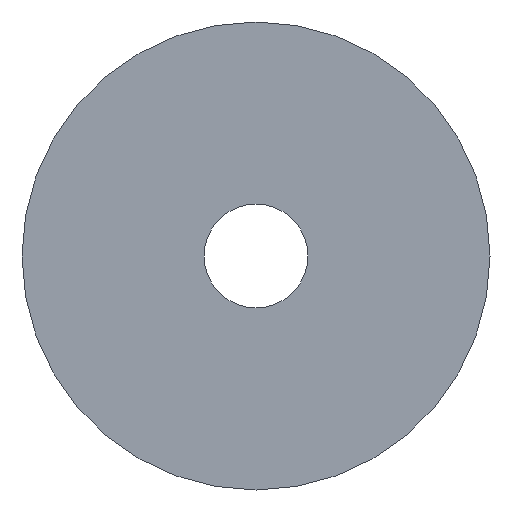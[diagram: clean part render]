
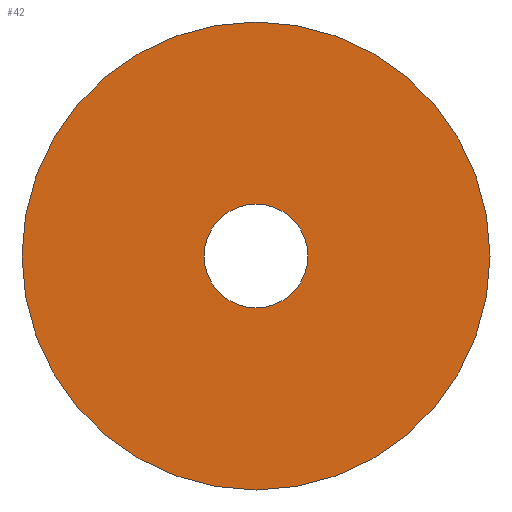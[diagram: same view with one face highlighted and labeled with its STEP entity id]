
A CAD part, front view. The second image highlights one B-rep face of the part: STEP entity #42.
In plain terms, the highlighted planar face has unit normal (0, -1, 0).
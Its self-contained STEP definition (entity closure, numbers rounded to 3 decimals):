
#4 = ORIENTED_EDGE ( 'NONE', *, *, #122, .T. ) ;
#28 = ORIENTED_EDGE ( 'NONE', *, *, #267, .F. ) ;
#33 = AXIS2_PLACEMENT_3D ( 'NONE', #132, #178, #459 ) ;
#34 = DIRECTION ( 'NONE',  ( 0., 0., -1. ) ) ;
#42 = ADVANCED_FACE ( 'NONE', ( #450, #191 ), #440, .T. ) ;
#43 = CIRCLE ( 'NONE', #233, 5.55 ) ;
#52 = CARTESIAN_POINT ( 'NONE',  ( 0., 0., 0. ) ) ;
#60 = DIRECTION ( 'NONE',  ( 0., 0., -1. ) ) ;
#65 = DIRECTION ( 'NONE',  ( 0., -1., 0. ) ) ;
#88 = VERTEX_POINT ( 'NONE', #359 ) ;
#122 = EDGE_CURVE ( 'NONE', #146, #235, #351, .T. ) ;
#132 = CARTESIAN_POINT ( 'NONE',  ( 0., 0., 0. ) ) ;
#143 = ORIENTED_EDGE ( 'NONE', *, *, #398, .T. ) ;
#146 = VERTEX_POINT ( 'NONE', #451 ) ;
#155 = DIRECTION ( 'NONE',  ( 0., -1., 0. ) ) ;
#178 = DIRECTION ( 'NONE',  ( 0., -1., 0. ) ) ;
#191 = FACE_BOUND ( 'NONE', #201, .T. ) ;
#201 = EDGE_LOOP ( 'NONE', ( #28, #253 ) ) ;
#227 = VERTEX_POINT ( 'NONE', #373 ) ;
#230 = AXIS2_PLACEMENT_3D ( 'NONE', #263, #469, #34 ) ;
#233 = AXIS2_PLACEMENT_3D ( 'NONE', #254, #65, #60 ) ;
#235 = VERTEX_POINT ( 'NONE', #421 ) ;
#253 = ORIENTED_EDGE ( 'NONE', *, *, #391, .F. ) ;
#254 = CARTESIAN_POINT ( 'NONE',  ( 0., 0., 0. ) ) ;
#263 = CARTESIAN_POINT ( 'NONE',  ( 0., 0., 0. ) ) ;
#267 = EDGE_CURVE ( 'NONE', #227, #88, #43, .T. ) ;
#285 = AXIS2_PLACEMENT_3D ( 'NONE', #399, #155, #480 ) ;
#287 = CIRCLE ( 'NONE', #33, 5.55 ) ;
#326 = DIRECTION ( 'NONE',  ( 0., 0., -1. ) ) ;
#328 = EDGE_LOOP ( 'NONE', ( #143, #4 ) ) ;
#329 = AXIS2_PLACEMENT_3D ( 'NONE', #52, #445, #326 ) ;
#351 = CIRCLE ( 'NONE', #329, 25. ) ;
#359 = CARTESIAN_POINT ( 'NONE',  ( 0., 0., 5.55 ) ) ;
#373 = CARTESIAN_POINT ( 'NONE',  ( 0., 0., -5.55 ) ) ;
#391 = EDGE_CURVE ( 'NONE', #88, #227, #287, .T. ) ;
#398 = EDGE_CURVE ( 'NONE', #235, #146, #422, .T. ) ;
#399 = CARTESIAN_POINT ( 'NONE',  ( 25., 0., 0. ) ) ;
#421 = CARTESIAN_POINT ( 'NONE',  ( 0., 0., -25. ) ) ;
#422 = CIRCLE ( 'NONE', #230, 25. ) ;
#440 = PLANE ( 'NONE',  #285 ) ;
#445 = DIRECTION ( 'NONE',  ( 0., -1., 0. ) ) ;
#450 = FACE_OUTER_BOUND ( 'NONE', #328, .T. ) ;
#451 = CARTESIAN_POINT ( 'NONE',  ( 0., 0., 25. ) ) ;
#459 = DIRECTION ( 'NONE',  ( 0., 0., -1. ) ) ;
#469 = DIRECTION ( 'NONE',  ( 0., -1., 0. ) ) ;
#480 = DIRECTION ( 'NONE',  ( 0., 0., -1. ) ) ;
